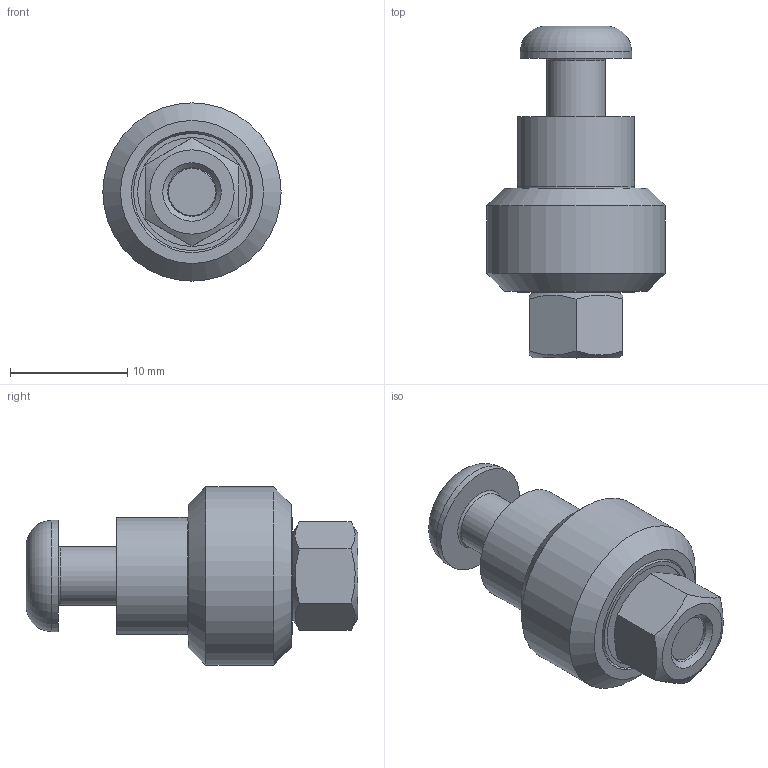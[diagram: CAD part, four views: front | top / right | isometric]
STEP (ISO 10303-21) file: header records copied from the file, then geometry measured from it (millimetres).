
FILE_DESCRIPTION(/* description */ (''),/* implementation_level */ '2;1');
FILE_NAME(/* name */ 'Delrin Mini V-Wheel.stp',/* time_stamp */ '2024-12-13T15:56:03+02:00',/* author */ ('Nada'),/* organization */ (''),/* preprocessor_version */ 'ST-DEVELOPER v20',/* originating_system */ 'Autodesk Inventor 2024',/* authorisation */ '');
FILE_SCHEMA (('AUTOMOTIVE_DESIGN { 1 0 10303 214 3 1 1 }'));
Length unit declared in the file: millimetre
Products named in the file (7): Delrin Mini V-Wheel; CSW-1523; Гайка M5 ГОСТ 
15526-70; VSWPS-1523; Винт M5x25 ГОСТ 
28963-91; Aluminum Spacer 6mm; mr105zz
Assembly tree (7 placements, depth 2):
  Delrin Mini V-Wheel
    CSW-1523
    mr105zz  x2
    Гайка M5 ГОСТ 
15526-70
    VSWPS-1523
    Винт M5x25 ГОСТ 
28963-91
    Aluminum Spacer 6mm
Bounding box: 15.23 x 28.35 x 15.23 mm (x, y, z)
Volume: 2532.7 mm3; surface area: 2901.8 mm2
Topology: 7 solids, 7 shells, 72 faces, 140 edges, 94 vertices
Faces by surface type: plane 37, cylinder 23, cone 10, torus 2
Full cylindrical faces by diameter (mm): 4.134 x1, 5 x5, 6 x4, 8.64 x1, 8.666 x1, 9.3 x4, 9.5 x1, 9.974 x2, 10 x3, 15.23 x1
Entity records: 1886 total; most frequent: CARTESIAN_POINT 325, DIRECTION 297, ORIENTED_EDGE 242, AXIS2_PLACEMENT_3D 126, EDGE_CURVE 121, VERTEX_POINT 81, EDGE_LOOP 78, FACE_OUTER_BOUND 60
